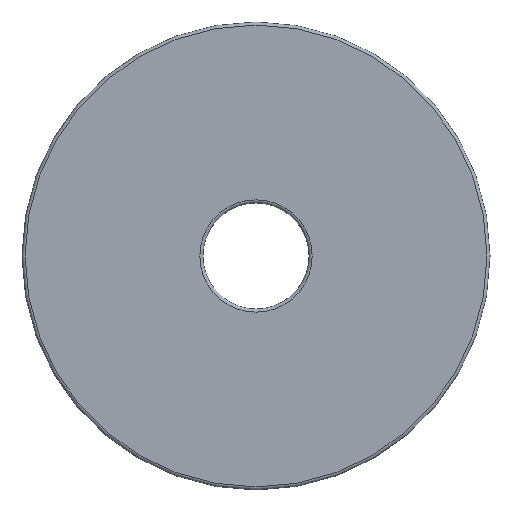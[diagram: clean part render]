
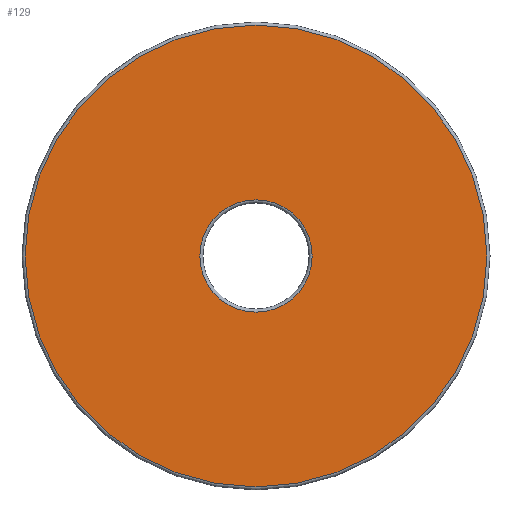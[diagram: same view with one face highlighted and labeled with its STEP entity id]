
A CAD part, front view. The second image highlights one B-rep face of the part: STEP entity #129.
In plain terms, the highlighted planar face has unit normal (0, -1, 0).
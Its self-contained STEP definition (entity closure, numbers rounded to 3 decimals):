
#25=FACE_BOUND('',#36,.T.);
#27=FACE_OUTER_BOUND('',#35,.T.);
#35=EDGE_LOOP('',(#91));
#36=EDGE_LOOP('',(#92));
#45=CIRCLE('',#152,22.2);
#46=CIRCLE('',#153,5.4);
#61=VERTEX_POINT('',#229);
#62=VERTEX_POINT('',#231);
#73=EDGE_CURVE('',#61,#61,#45,.T.);
#74=EDGE_CURVE('',#62,#62,#46,.T.);
#91=ORIENTED_EDGE('',*,*,#73,.T.);
#92=ORIENTED_EDGE('',*,*,#74,.T.);
#127=PLANE('',#151);
#129=ADVANCED_FACE('',(#27,#25),#127,.F.);
#151=AXIS2_PLACEMENT_3D('',#228,#177,#178);
#152=AXIS2_PLACEMENT_3D('',#230,#179,#180);
#153=AXIS2_PLACEMENT_3D('',#232,#181,#182);
#177=DIRECTION('center_axis',(0.,1.,0.));
#178=DIRECTION('ref_axis',(1.,0.,0.));
#179=DIRECTION('center_axis',(0.,-1.,0.));
#180=DIRECTION('ref_axis',(1.,0.,0.));
#181=DIRECTION('center_axis',(0.,1.,0.));
#182=DIRECTION('ref_axis',(1.,0.,0.));
#228=CARTESIAN_POINT('Origin',(183.352,39.,119.588));
#229=CARTESIAN_POINT('',(183.352,39.,97.388));
#230=CARTESIAN_POINT('Origin',(183.352,39.,119.588));
#231=CARTESIAN_POINT('',(183.352,39.,124.988));
#232=CARTESIAN_POINT('Origin',(183.352,39.,119.588));
